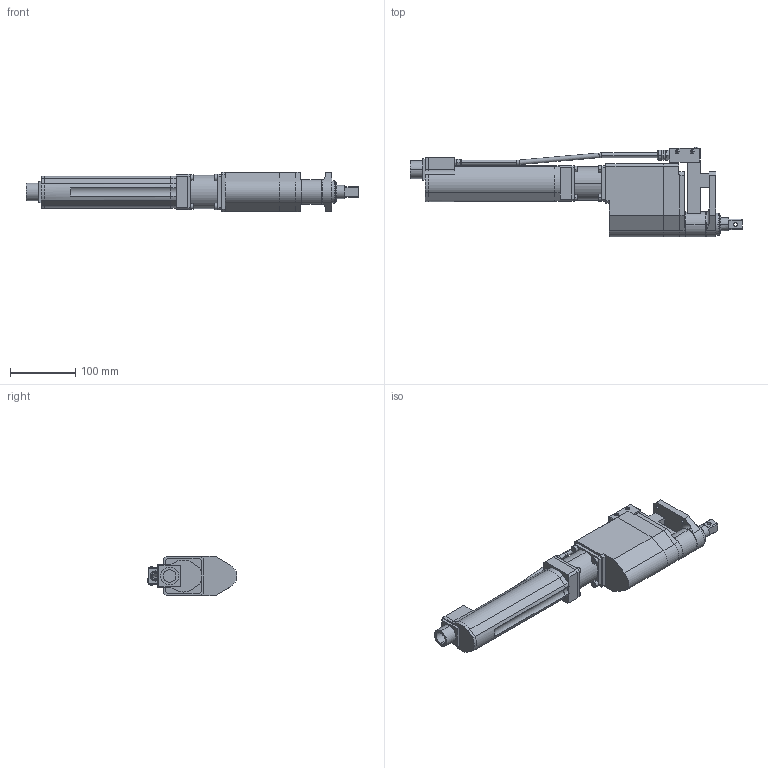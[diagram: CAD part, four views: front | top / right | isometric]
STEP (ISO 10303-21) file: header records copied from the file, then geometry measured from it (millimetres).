
FILE_DESCRIPTION (( 'STEP AP214' ), '1' );
FILE_NAME ('CFT-132RS3-O.STEP', '2014-05-27T19:09:25', ( '' ), ( '' ), 'SwSTEP 2.0', 'SolidWorks 2014', '' );
FILE_SCHEMA (( 'AUTOMOTIVE_DESIGN' ));
Length unit declared in the file: millimetre
Products named in the file (1): CFT-132RS3-O
Bounding box: 507.4 x 136.85 x 60 mm (x, y, z)
Volume: 1517175.8 mm3; surface area: 196711 mm2
Topology: 10 solids, 10 shells, 343 faces, 833 edges, 542 vertices
Faces by surface type: plane 201, cylinder 96, cone 24, torus 22
Entity records: 12545 total; most frequent: CARTESIAN_POINT 1879, DIRECTION 1781, ORIENTED_EDGE 1666, EDGE_CURVE 833, AXIS2_PLACEMENT_3D 636, VERTEX_POINT 542, VECTOR 509, LINE 509
